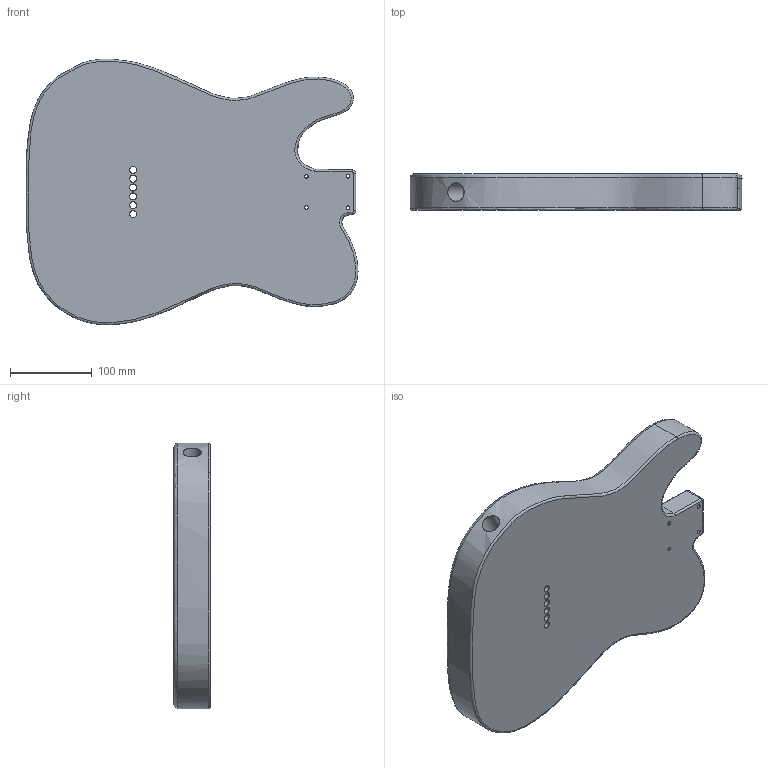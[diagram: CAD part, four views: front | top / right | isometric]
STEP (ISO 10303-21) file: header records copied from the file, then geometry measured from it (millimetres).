
FILE_DESCRIPTION(/* description */ (''),/* implementation_level */ '2;1');
FILE_NAME(/* name */ 'Fender Telecaster Tested.step',/* time_stamp */ '2017-02-10T20:25:59-02:00',/* author */ (''),/* organization */ (''),/* preprocessor_version */ 'ST-DEVELOPER v16.5',/* originating_system */ 'Autodesk Translation Framework v5.2.0.2920',/* authorisation */ '');
FILE_SCHEMA (('AUTOMOTIVE_DESIGN { 1 0 10303 214 3 1 1 }'));
Length unit declared in the file: inch
Products named in the file (1): Untitled(1)
Bounding box: 405.12 x 44.45 x 324.12 mm (x, y, z)
Volume: 4721525.7 mm3; surface area: 305304.3 mm2
Topology: 1 solids, 1 shells, 157 faces, 362 edges, 209 vertices
Faces by surface type: cylinder 67, torus 50, plane 26, bspline 14
Full cylindrical faces by diameter (mm): 4.216 x4, 6.248 x1, 8.197 x1, 8.204 x5, 22.225 x1
Entity records: 10801 total; most frequent: CARTESIAN_POINT 7295, DIRECTION 771, ORIENTED_EDGE 654, EDGE_CURVE 327, AXIS2_PLACEMENT_3D 327, EDGE_LOOP 216, VERTEX_POINT 207, CIRCLE 166
